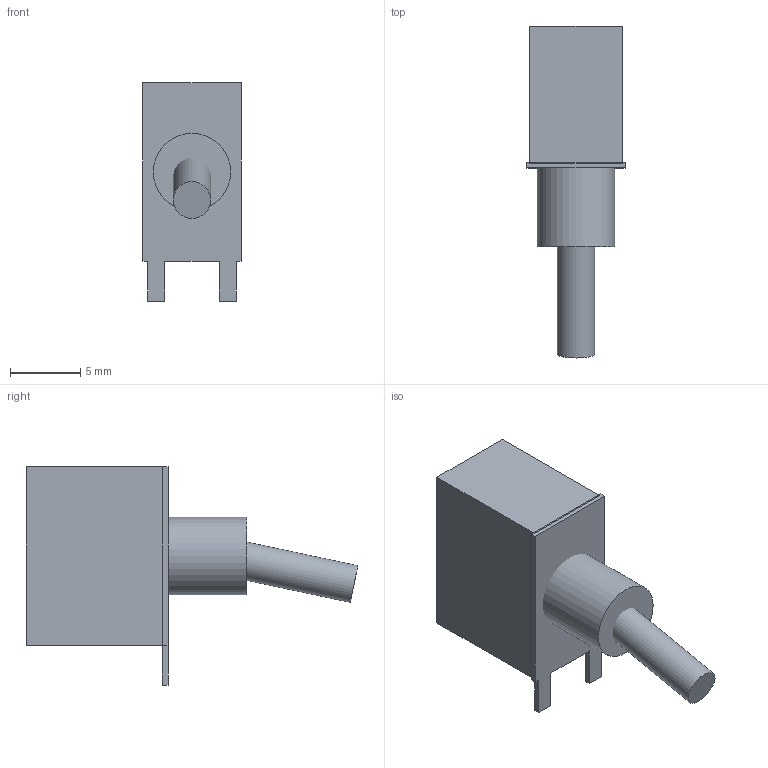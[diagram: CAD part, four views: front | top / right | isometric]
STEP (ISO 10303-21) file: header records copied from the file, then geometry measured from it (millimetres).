
FILE_DESCRIPTION(('Open CASCADE Model'),'2;1');
FILE_NAME('Open CASCADE Shape Model','2024-06-09T01:19:32',('Author'),('Open CASCADE'),'Open CASCADE STEP processor 7.7','Open CASCADE 7.7','Unknown');
FILE_SCHEMA(('AUTOMOTIVE_DESIGN { 1 0 10303 214 1 1 1 1 }'));
Length unit declared in the file: millimetre
Products named in the file (5): 8fc1fea6-25ed-11ef-89ae-be47ca126161; body; body_part; face; face_part
Assembly tree (4 placements, depth 3):
  8fc1fea6-25ed-11ef-89ae-be47ca126161
    body
      body_part
    face
      face_part
Bounding box: 7 x 23.6 x 15.54 mm (x, y, z)
Volume: 1075.3 mm3; surface area: 978 mm2
Topology: 2 solids, 2 shells, 25 faces, 56 edges, 37 vertices
Faces by surface type: plane 23, cylinder 2
Full cylindrical faces by diameter (mm): 2.67 x1, 5.5 x1
Entity records: 905 total; most frequent: PCURVE 112, DEFINITIONAL_REPRESENTATION 112, CARTESIAN_POINT 108, ORIENTED_EDGE 94, LINE 85, EDGE_CURVE 56, SURFACE_CURVE 54, VERTEX_POINT 37
